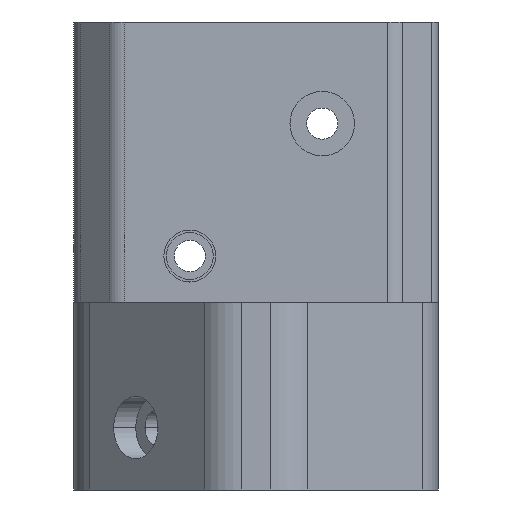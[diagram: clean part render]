
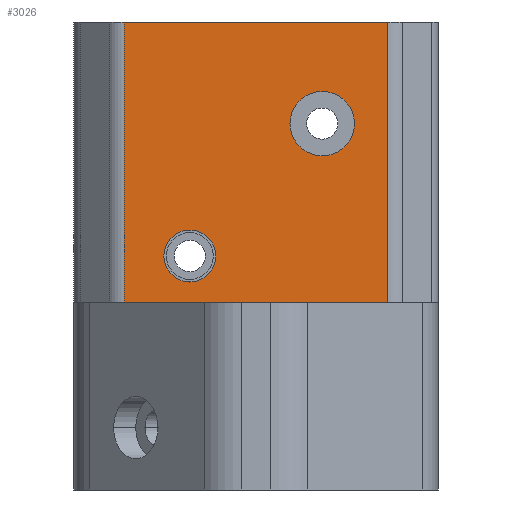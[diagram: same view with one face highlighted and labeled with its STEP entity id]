
A CAD part, left-side view. The second image highlights one B-rep face of the part: STEP entity #3026.
In plain terms, the highlighted planar face has unit normal (-1, 0, 0).
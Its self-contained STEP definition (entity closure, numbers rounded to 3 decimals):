
#49 = CARTESIAN_POINT ( 'NONE',  ( -16.5, 10.674, 18. ) ) ;
#150 = LINE ( 'NONE', #481, #3384 ) ;
#208 = DIRECTION ( 'NONE',  ( 1., 0., 0. ) ) ;
#264 = VERTEX_POINT ( 'NONE', #2535 ) ;
#410 = CARTESIAN_POINT ( 'NONE',  ( -16.5, -3.265, 35.23 ) ) ;
#450 = PLANE ( 'NONE',  #4546 ) ;
#469 = DIRECTION ( 'NONE',  ( 1., 0., 0. ) ) ;
#473 = FACE_BOUND ( 'NONE', #2351, .T. ) ;
#481 = CARTESIAN_POINT ( 'NONE',  ( -16.5, -12.672, 18. ) ) ;
#571 = LINE ( 'NONE', #1618, #2871 ) ;
#574 = VERTEX_POINT ( 'NONE', #1690 ) ;
#610 = FACE_BOUND ( 'NONE', #3253, .T. ) ;
#735 = EDGE_CURVE ( 'NONE', #4125, #5564, #571, .T. ) ;
#815 = ORIENTED_EDGE ( 'NONE', *, *, #2386, .T. ) ;
#843 = CARTESIAN_POINT ( 'NONE',  ( -16.5, -12.672, 45. ) ) ;
#916 = LINE ( 'NONE', #1481, #5092 ) ;
#1110 = CIRCLE ( 'NONE', #2072, 3.1 ) ;
#1128 = CARTESIAN_POINT ( 'NONE',  ( -16.5, -9.465, 35.23 ) ) ;
#1233 = EDGE_CURVE ( 'NONE', #4994, #4125, #916, .T. ) ;
#1365 = CARTESIAN_POINT ( 'NONE',  ( -16.5, 6.365, 20. ) ) ;
#1367 = DIRECTION ( 'NONE',  ( 1., 0., 0. ) ) ;
#1481 = CARTESIAN_POINT ( 'NONE',  ( -16.5, 10.674, 18. ) ) ;
#1507 = VERTEX_POINT ( 'NONE', #5309 ) ;
#1526 = EDGE_CURVE ( 'NONE', #264, #574, #3880, .T. ) ;
#1554 = DIRECTION ( 'NONE',  ( 0., 1., 0. ) ) ;
#1589 = CARTESIAN_POINT ( 'NONE',  ( -16.5, 13.5, 0. ) ) ;
#1618 = CARTESIAN_POINT ( 'NONE',  ( -16.5, -13.5, 18. ) ) ;
#1690 = CARTESIAN_POINT ( 'NONE',  ( -16.5, 12.672, 0. ) ) ;
#1786 = AXIS2_PLACEMENT_3D ( 'NONE', #2834, #208, #3280 ) ;
#1823 = EDGE_CURVE ( 'NONE', #3946, #264, #4592, .T. ) ;
#2072 = AXIS2_PLACEMENT_3D ( 'NONE', #5396, #4123, #1554 ) ;
#2103 = EDGE_CURVE ( 'NONE', #5564, #3946, #150, .T. ) ;
#2137 = DIRECTION ( 'NONE',  ( 1., 0., 0. ) ) ;
#2183 = ORIENTED_EDGE ( 'NONE', *, *, #2645, .T. ) ;
#2351 = EDGE_LOOP ( 'NONE', ( #3737, #5039 ) ) ;
#2386 = EDGE_CURVE ( 'NONE', #2969, #5416, #4459, .T. ) ;
#2535 = CARTESIAN_POINT ( 'NONE',  ( -16.5, 12.672, 45. ) ) ;
#2645 = EDGE_CURVE ( 'NONE', #5416, #2969, #1110, .T. ) ;
#2684 = EDGE_CURVE ( 'NONE', #4102, #1507, #5574, .T. ) ;
#2739 = VECTOR ( 'NONE', #4017, 1000. ) ;
#2834 = CARTESIAN_POINT ( 'NONE',  ( -16.5, 6.365, 22.5 ) ) ;
#2871 = VECTOR ( 'NONE', #4625, 1000. ) ;
#2944 = ORIENTED_EDGE ( 'NONE', *, *, #3257, .T. ) ;
#2969 = VERTEX_POINT ( 'NONE', #410 ) ;
#3026 = ADVANCED_FACE ( 'NONE', ( #473, #610, #5084 ), #450, .F. ) ;
#3085 = CARTESIAN_POINT ( 'NONE',  ( -16.5, 13.5, 18. ) ) ;
#3097 = DIRECTION ( 'NONE',  ( 0., 0., 1. ) ) ;
#3130 = LINE ( 'NONE', #1589, #5157 ) ;
#3149 = CARTESIAN_POINT ( 'NONE',  ( -16.5, 12.672, 18. ) ) ;
#3253 = EDGE_LOOP ( 'NONE', ( #815, #2183 ) ) ;
#3257 = EDGE_CURVE ( 'NONE', #574, #4994, #3130, .T. ) ;
#3280 = DIRECTION ( 'NONE',  ( 0., 0., -1. ) ) ;
#3378 = CARTESIAN_POINT ( 'NONE',  ( -16.5, -12.672, 18. ) ) ;
#3384 = VECTOR ( 'NONE', #3097, 1000. ) ;
#3465 = VECTOR ( 'NONE', #4320, 1000. ) ;
#3520 = DIRECTION ( 'NONE',  ( 0., 0., -1. ) ) ;
#3640 = DIRECTION ( 'NONE',  ( 0., 0., 1. ) ) ;
#3680 = ORIENTED_EDGE ( 'NONE', *, *, #735, .T. ) ;
#3737 = ORIENTED_EDGE ( 'NONE', *, *, #2684, .T. ) ;
#3880 = LINE ( 'NONE', #3149, #2739 ) ;
#3894 = ORIENTED_EDGE ( 'NONE', *, *, #1233, .T. ) ;
#3938 = CARTESIAN_POINT ( 'NONE',  ( -16.5, 6.365, 22.5 ) ) ;
#3946 = VERTEX_POINT ( 'NONE', #843 ) ;
#3990 = AXIS2_PLACEMENT_3D ( 'NONE', #3938, #1367, #4375 ) ;
#4017 = DIRECTION ( 'NONE',  ( 0., 0., -1. ) ) ;
#4102 = VERTEX_POINT ( 'NONE', #1365 ) ;
#4123 = DIRECTION ( 'NONE',  ( 1., 0., 0. ) ) ;
#4125 = VERTEX_POINT ( 'NONE', #49 ) ;
#4178 = ORIENTED_EDGE ( 'NONE', *, *, #2103, .T. ) ;
#4320 = DIRECTION ( 'NONE',  ( 0., 1., 0. ) ) ;
#4375 = DIRECTION ( 'NONE',  ( 0., 0., -1. ) ) ;
#4441 = CARTESIAN_POINT ( 'NONE',  ( -16.5, 10.674, 0. ) ) ;
#4459 = CIRCLE ( 'NONE', #4578, 3.1 ) ;
#4546 = AXIS2_PLACEMENT_3D ( 'NONE', #3085, #469, #3520 ) ;
#4551 = ORIENTED_EDGE ( 'NONE', *, *, #1526, .T. ) ;
#4578 = AXIS2_PLACEMENT_3D ( 'NONE', #4706, #2137, #5143 ) ;
#4592 = LINE ( 'NONE', #4738, #3465 ) ;
#4625 = DIRECTION ( 'NONE',  ( 0., -1., 0. ) ) ;
#4706 = CARTESIAN_POINT ( 'NONE',  ( -16.5, -6.365, 35.23 ) ) ;
#4738 = CARTESIAN_POINT ( 'NONE',  ( -16.5, -13.5, 45. ) ) ;
#4835 = ORIENTED_EDGE ( 'NONE', *, *, #1823, .T. ) ;
#4850 = EDGE_CURVE ( 'NONE', #1507, #4102, #5555, .T. ) ;
#4994 = VERTEX_POINT ( 'NONE', #4441 ) ;
#5039 = ORIENTED_EDGE ( 'NONE', *, *, #4850, .T. ) ;
#5041 = DIRECTION ( 'NONE',  ( 0., -1., 0. ) ) ;
#5084 = FACE_OUTER_BOUND ( 'NONE', #5186, .T. ) ;
#5092 = VECTOR ( 'NONE', #3640, 1000. ) ;
#5143 = DIRECTION ( 'NONE',  ( 0., 1., 0. ) ) ;
#5157 = VECTOR ( 'NONE', #5041, 1000. ) ;
#5186 = EDGE_LOOP ( 'NONE', ( #3680, #4178, #4835, #4551, #2944, #3894 ) ) ;
#5309 = CARTESIAN_POINT ( 'NONE',  ( -16.5, 6.365, 25. ) ) ;
#5396 = CARTESIAN_POINT ( 'NONE',  ( -16.5, -6.365, 35.23 ) ) ;
#5416 = VERTEX_POINT ( 'NONE', #1128 ) ;
#5555 = CIRCLE ( 'NONE', #3990, 2.5 ) ;
#5564 = VERTEX_POINT ( 'NONE', #3378 ) ;
#5574 = CIRCLE ( 'NONE', #1786, 2.5 ) ;
